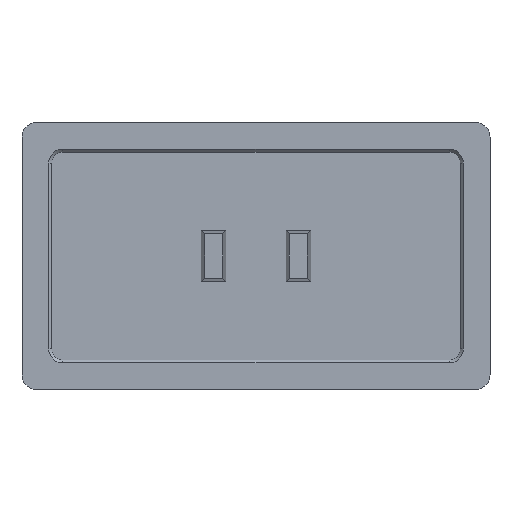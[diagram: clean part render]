
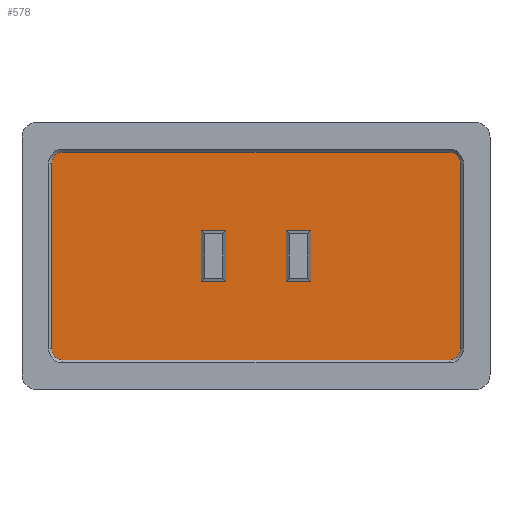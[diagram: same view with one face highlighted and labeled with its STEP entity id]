
A CAD part, front view. The second image highlights one B-rep face of the part: STEP entity #578.
In plain terms, the highlighted planar face has unit normal (0, -1, 0).
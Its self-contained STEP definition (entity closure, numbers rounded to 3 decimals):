
#22 = CARTESIAN_POINT ( 'NONE',  ( 3.675, 1.5, -1.7 ) ) ;
#29 = VERTEX_POINT ( 'NONE', #697 ) ;
#38 = CARTESIAN_POINT ( 'NONE',  ( -13.75, 1.5, 6.25 ) ) ;
#50 = EDGE_CURVE ( 'NONE', #289, #860, #688, .T. ) ;
#54 = CARTESIAN_POINT ( 'NONE',  ( -2.025, 1.5, 1.7 ) ) ;
#55 = CARTESIAN_POINT ( 'NONE',  ( 13., 1.5, 7. ) ) ;
#63 = ORIENTED_EDGE ( 'NONE', *, *, #1221, .F. ) ;
#70 = CARTESIAN_POINT ( 'NONE',  ( -2.025, 1.5, -1.7 ) ) ;
#72 = CARTESIAN_POINT ( 'NONE',  ( -13., 1.5, -6.25 ) ) ;
#73 = DIRECTION ( 'NONE',  ( 0., 1., 0. ) ) ;
#76 = CARTESIAN_POINT ( 'NONE',  ( 13., 1.5, 6.25 ) ) ;
#91 = CARTESIAN_POINT ( 'NONE',  ( -3.675, 1.5, -1.7 ) ) ;
#92 = CIRCLE ( 'NONE', #1351, 0.75 ) ;
#100 = ORIENTED_EDGE ( 'NONE', *, *, #50, .T. ) ;
#109 = LINE ( 'NONE', #22, #841 ) ;
#127 = VECTOR ( 'NONE', #1063, 1000. ) ;
#154 = CARTESIAN_POINT ( 'NONE',  ( 2.025, 1.5, -1.7 ) ) ;
#169 = VERTEX_POINT ( 'NONE', #1312 ) ;
#174 = PLANE ( 'NONE',  #365 ) ;
#177 = VECTOR ( 'NONE', #344, 1000. ) ;
#191 = CARTESIAN_POINT ( 'NONE',  ( -3.675, 1.5, -1.7 ) ) ;
#194 = CIRCLE ( 'NONE', #216, 0.75 ) ;
#214 = CARTESIAN_POINT ( 'NONE',  ( 13., 1.5, -6.25 ) ) ;
#216 = AXIS2_PLACEMENT_3D ( 'NONE', #1040, #1373, #369 ) ;
#218 = LINE ( 'NONE', #664, #964 ) ;
#220 = CARTESIAN_POINT ( 'NONE',  ( 13.75, 1.5, 6.25 ) ) ;
#224 = VERTEX_POINT ( 'NONE', #70 ) ;
#227 = AXIS2_PLACEMENT_3D ( 'NONE', #72, #287, #838 ) ;
#230 = CARTESIAN_POINT ( 'NONE',  ( 13., 1.5, 7. ) ) ;
#232 = LINE ( 'NONE', #421, #864 ) ;
#250 = LINE ( 'NONE', #908, #788 ) ;
#259 = ORIENTED_EDGE ( 'NONE', *, *, #1045, .F. ) ;
#283 = VECTOR ( 'NONE', #299, 1000. ) ;
#284 = LINE ( 'NONE', #230, #177 ) ;
#285 = FACE_OUTER_BOUND ( 'NONE', #643, .T. ) ;
#287 = DIRECTION ( 'NONE',  ( 0., -1., 0. ) ) ;
#289 = VERTEX_POINT ( 'NONE', #1225 ) ;
#299 = DIRECTION ( 'NONE',  ( 0., 0., 1. ) ) ;
#304 = ORIENTED_EDGE ( 'NONE', *, *, #388, .F. ) ;
#307 = CARTESIAN_POINT ( 'NONE',  ( -2.025, 1.5, 1.7 ) ) ;
#316 = EDGE_CURVE ( 'NONE', #1361, #224, #218, .T. ) ;
#317 = CIRCLE ( 'NONE', #756, 0.75 ) ;
#321 = DIRECTION ( 'NONE',  ( 0., 0., 1. ) ) ;
#329 = CARTESIAN_POINT ( 'NONE',  ( 2.025, 1.5, -1.7 ) ) ;
#344 = DIRECTION ( 'NONE',  ( -1., 0., 0. ) ) ;
#365 = AXIS2_PLACEMENT_3D ( 'NONE', #956, #73, #1410 ) ;
#369 = DIRECTION ( 'NONE',  ( 0., 0., 1. ) ) ;
#388 = EDGE_CURVE ( 'NONE', #29, #674, #109, .T. ) ;
#417 = LINE ( 'NONE', #54, #1049 ) ;
#421 = CARTESIAN_POINT ( 'NONE',  ( 13.75, 1.5, -6.25 ) ) ;
#425 = DIRECTION ( 'NONE',  ( 0., -1., 0. ) ) ;
#452 = CIRCLE ( 'NONE', #227, 0.75 ) ;
#463 = EDGE_CURVE ( 'NONE', #642, #1097, #1439, .T. ) ;
#480 = ORIENTED_EDGE ( 'NONE', *, *, #463, .F. ) ;
#504 = VERTEX_POINT ( 'NONE', #922 ) ;
#533 = ORIENTED_EDGE ( 'NONE', *, *, #1358, .F. ) ;
#549 = DIRECTION ( 'NONE',  ( 1., 0., 0. ) ) ;
#578 = ADVANCED_FACE ( 'NONE', ( #669, #285, #1105 ), #174, .F. ) ;
#606 = ORIENTED_EDGE ( 'NONE', *, *, #1150, .T. ) ;
#612 = DIRECTION ( 'NONE',  ( 1., 0., 0. ) ) ;
#617 = LINE ( 'NONE', #191, #686 ) ;
#626 = VERTEX_POINT ( 'NONE', #55 ) ;
#642 = VERTEX_POINT ( 'NONE', #1189 ) ;
#643 = EDGE_LOOP ( 'NONE', ( #1324, #100, #1299, #1205, #606, #902, #916, #1092 ) ) ;
#652 = DIRECTION ( 'NONE',  ( 0., 0., 1. ) ) ;
#656 = VERTEX_POINT ( 'NONE', #826 ) ;
#664 = CARTESIAN_POINT ( 'NONE',  ( -2.025, 1.5, -1.7 ) ) ;
#669 = FACE_BOUND ( 'NONE', #967, .T. ) ;
#674 = VERTEX_POINT ( 'NONE', #945 ) ;
#686 = VECTOR ( 'NONE', #1426, 1000. ) ;
#688 = LINE ( 'NONE', #1173, #1200 ) ;
#697 = CARTESIAN_POINT ( 'NONE',  ( 3.675, 1.5, -1.7 ) ) ;
#746 = CARTESIAN_POINT ( 'NONE',  ( 13., 1.5, -7. ) ) ;
#756 = AXIS2_PLACEMENT_3D ( 'NONE', #214, #425, #321 ) ;
#763 = EDGE_CURVE ( 'NONE', #169, #1361, #617, .T. ) ;
#788 = VECTOR ( 'NONE', #1275, 1000. ) ;
#806 = ORIENTED_EDGE ( 'NONE', *, *, #763, .F. ) ;
#815 = DIRECTION ( 'NONE',  ( 0., 0., -1. ) ) ;
#825 = VERTEX_POINT ( 'NONE', #307 ) ;
#826 = CARTESIAN_POINT ( 'NONE',  ( -13.75, 1.5, 6.25 ) ) ;
#838 = DIRECTION ( 'NONE',  ( 0., 0., 1. ) ) ;
#841 = VECTOR ( 'NONE', #905, 1000. ) ;
#860 = VERTEX_POINT ( 'NONE', #746 ) ;
#864 = VECTOR ( 'NONE', #652, 1000. ) ;
#902 = ORIENTED_EDGE ( 'NONE', *, *, #1025, .T. ) ;
#905 = DIRECTION ( 'NONE',  ( 0., 0., 1. ) ) ;
#908 = CARTESIAN_POINT ( 'NONE',  ( 3.675, 1.5, 1.7 ) ) ;
#916 = ORIENTED_EDGE ( 'NONE', *, *, #1060, .T. ) ;
#922 = CARTESIAN_POINT ( 'NONE',  ( -13., 1.5, 7. ) ) ;
#925 = DIRECTION ( 'NONE',  ( 0., 0., -1. ) ) ;
#944 = LINE ( 'NONE', #1206, #283 ) ;
#945 = CARTESIAN_POINT ( 'NONE',  ( 3.675, 1.5, 1.7 ) ) ;
#956 = CARTESIAN_POINT ( 'NONE',  ( 14.75, 1.5, 8. ) ) ;
#964 = VECTOR ( 'NONE', #549, 1000. ) ;
#967 = EDGE_LOOP ( 'NONE', ( #806, #1297, #533, #1056 ) ) ;
#985 = EDGE_CURVE ( 'NONE', #860, #1071, #317, .T. ) ;
#988 = CARTESIAN_POINT ( 'NONE',  ( -13.75, 1.5, -6.25 ) ) ;
#1001 = VERTEX_POINT ( 'NONE', #220 ) ;
#1007 = VERTEX_POINT ( 'NONE', #988 ) ;
#1012 = LINE ( 'NONE', #1287, #127 ) ;
#1025 = EDGE_CURVE ( 'NONE', #626, #504, #284, .T. ) ;
#1040 = CARTESIAN_POINT ( 'NONE',  ( -13., 1.5, 6.25 ) ) ;
#1045 = EDGE_CURVE ( 'NONE', #674, #642, #250, .T. ) ;
#1049 = VECTOR ( 'NONE', #1163, 1000. ) ;
#1056 = ORIENTED_EDGE ( 'NONE', *, *, #316, .F. ) ;
#1060 = EDGE_CURVE ( 'NONE', #504, #656, #194, .T. ) ;
#1063 = DIRECTION ( 'NONE',  ( 1., 0., 0. ) ) ;
#1071 = VERTEX_POINT ( 'NONE', #1156 ) ;
#1085 = EDGE_CURVE ( 'NONE', #825, #169, #417, .T. ) ;
#1092 = ORIENTED_EDGE ( 'NONE', *, *, #1140, .T. ) ;
#1097 = VERTEX_POINT ( 'NONE', #154 ) ;
#1105 = FACE_BOUND ( 'NONE', #1288, .T. ) ;
#1140 = EDGE_CURVE ( 'NONE', #656, #1007, #1435, .T. ) ;
#1150 = EDGE_CURVE ( 'NONE', #1001, #626, #92, .T. ) ;
#1156 = CARTESIAN_POINT ( 'NONE',  ( 13.75, 1.5, -6.25 ) ) ;
#1163 = DIRECTION ( 'NONE',  ( -1., 0., 0. ) ) ;
#1173 = CARTESIAN_POINT ( 'NONE',  ( -13., 1.5, -7. ) ) ;
#1187 = DIRECTION ( 'NONE',  ( 0., -1., 0. ) ) ;
#1189 = CARTESIAN_POINT ( 'NONE',  ( 2.025, 1.5, 1.7 ) ) ;
#1200 = VECTOR ( 'NONE', #612, 1000. ) ;
#1205 = ORIENTED_EDGE ( 'NONE', *, *, #1391, .T. ) ;
#1206 = CARTESIAN_POINT ( 'NONE',  ( -2.025, 1.5, -1.7 ) ) ;
#1211 = EDGE_CURVE ( 'NONE', #1007, #289, #452, .T. ) ;
#1221 = EDGE_CURVE ( 'NONE', #1097, #29, #1012, .T. ) ;
#1225 = CARTESIAN_POINT ( 'NONE',  ( -13., 1.5, -7. ) ) ;
#1270 = VECTOR ( 'NONE', #815, 1000. ) ;
#1275 = DIRECTION ( 'NONE',  ( -1., 0., 0. ) ) ;
#1287 = CARTESIAN_POINT ( 'NONE',  ( 3.675, 1.5, -1.7 ) ) ;
#1288 = EDGE_LOOP ( 'NONE', ( #480, #259, #304, #63 ) ) ;
#1297 = ORIENTED_EDGE ( 'NONE', *, *, #1085, .F. ) ;
#1299 = ORIENTED_EDGE ( 'NONE', *, *, #985, .T. ) ;
#1308 = DIRECTION ( 'NONE',  ( 0., 0., 1. ) ) ;
#1312 = CARTESIAN_POINT ( 'NONE',  ( -3.675, 1.5, 1.7 ) ) ;
#1324 = ORIENTED_EDGE ( 'NONE', *, *, #1211, .T. ) ;
#1351 = AXIS2_PLACEMENT_3D ( 'NONE', #76, #1187, #1308 ) ;
#1358 = EDGE_CURVE ( 'NONE', #224, #825, #944, .T. ) ;
#1361 = VERTEX_POINT ( 'NONE', #91 ) ;
#1373 = DIRECTION ( 'NONE',  ( 0., -1., 0. ) ) ;
#1383 = VECTOR ( 'NONE', #925, 1000. ) ;
#1391 = EDGE_CURVE ( 'NONE', #1071, #1001, #232, .T. ) ;
#1410 = DIRECTION ( 'NONE',  ( 0., 0., 1. ) ) ;
#1426 = DIRECTION ( 'NONE',  ( 0., 0., -1. ) ) ;
#1435 = LINE ( 'NONE', #38, #1383 ) ;
#1439 = LINE ( 'NONE', #329, #1270 ) ;
